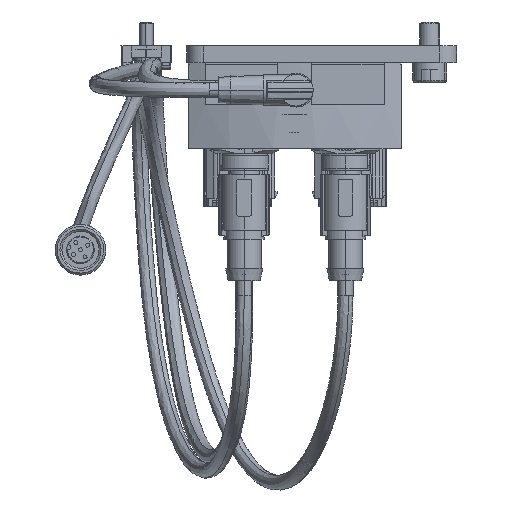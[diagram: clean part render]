
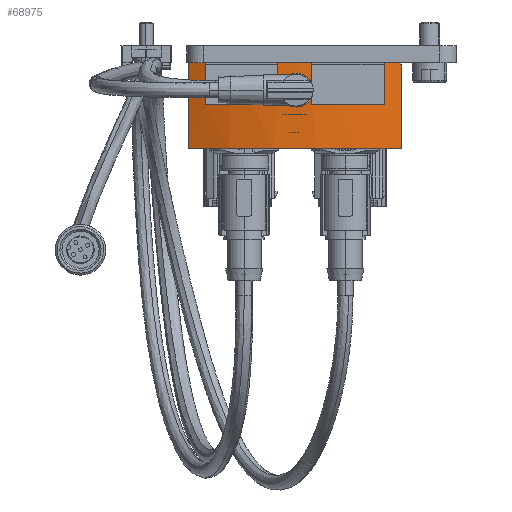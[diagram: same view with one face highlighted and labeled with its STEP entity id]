
A CAD part, front view. The second image highlights one B-rep face of the part: STEP entity #68975.
In plain terms, the highlighted cylindrical face has radius 76 mm (diameter 152 mm), a partial arc.
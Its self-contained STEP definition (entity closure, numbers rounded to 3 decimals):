
#1104 = CARTESIAN_POINT ( 'NONE',  ( -3., -841.735, -77.5 ) ) ;
#1210 = ORIENTED_EDGE ( 'NONE', *, *, #50310, .F. ) ;
#1319 = EDGE_LOOP ( 'NONE', ( #72739, #23646, #20001, #10387, #7712, #45756, #60681, #14822, #78162, #7156, #53961, #68868, #19326, #3420, #1210, #25467 ) ) ;
#1877 = VERTEX_POINT ( 'NONE', #8246 ) ;
#3420 = ORIENTED_EDGE ( 'NONE', *, *, #26988, .F. ) ;
#4112 = VECTOR ( 'NONE', #74541, 1000. ) ;
#5017 = LINE ( 'NONE', #53932, #17422 ) ;
#5149 = DIRECTION ( 'NONE',  ( -1., 0., 0. ) ) ;
#5280 = CARTESIAN_POINT ( 'NONE',  ( 28.5, -837.13, -65. ) ) ;
#6404 = CARTESIAN_POINT ( 'NONE',  ( 33.205, -835.198, -65.5 ) ) ;
#6992 = DIRECTION ( 'NONE',  ( -1., 0., 0. ) ) ;
#7156 = ORIENTED_EDGE ( 'NONE', *, *, #70888, .T. ) ;
#7485 = CIRCLE ( 'NONE', #17902, 76. ) ;
#7540 = LINE ( 'NONE', #75358, #55971 ) ;
#7712 = ORIENTED_EDGE ( 'NONE', *, *, #26498, .T. ) ;
#8126 = DIRECTION ( 'NONE',  ( -1., 0., 0. ) ) ;
#8246 = CARTESIAN_POINT ( 'NONE',  ( 33.205, -835.198, -65. ) ) ;
#8955 = CIRCLE ( 'NONE', #75990, 76. ) ;
#9184 = CARTESIAN_POINT ( 'NONE',  ( -24.5, -837.13, -77.5 ) ) ;
#9301 = CARTESIAN_POINT ( 'NONE',  ( 2., -765.9, -90.5 ) ) ;
#9567 = DIRECTION ( 'NONE',  ( -1., 0., 0. ) ) ;
#9974 = AXIS2_PLACEMENT_3D ( 'NONE', #73325, #44255, #49526 ) ;
#10387 = ORIENTED_EDGE ( 'NONE', *, *, #43070, .T. ) ;
#11195 = VERTEX_POINT ( 'NONE', #19736 ) ;
#11913 = LINE ( 'NONE', #29754, #47442 ) ;
#12008 = CARTESIAN_POINT ( 'NONE',  ( 2., -765.9, -65.5 ) ) ;
#12035 = VERTEX_POINT ( 'NONE', #54404 ) ;
#13143 = CARTESIAN_POINT ( 'NONE',  ( -29.5, -835.065, -65.5 ) ) ;
#13988 = CARTESIAN_POINT ( 'NONE',  ( 2., -765.9, -90.5 ) ) ;
#14047 = DIRECTION ( 'NONE',  ( 0., 0., 1. ) ) ;
#14161 = CIRCLE ( 'NONE', #46324, 76. ) ;
#14615 = LINE ( 'NONE', #63010, #39614 ) ;
#14822 = ORIENTED_EDGE ( 'NONE', *, *, #61847, .T. ) ;
#15482 = VECTOR ( 'NONE', #36828, 1000. ) ;
#16109 = CARTESIAN_POINT ( 'NONE',  ( 2., -765.9, -77.5 ) ) ;
#17041 = CARTESIAN_POINT ( 'NONE',  ( -29.205, -835.198, -65.5 ) ) ;
#17158 = CARTESIAN_POINT ( 'NONE',  ( 7., -841.735, -77.5 ) ) ;
#17247 = DIRECTION ( 'NONE',  ( -1., 0., 0. ) ) ;
#17422 = VECTOR ( 'NONE', #24027, 1000. ) ;
#17902 = AXIS2_PLACEMENT_3D ( 'NONE', #51665, #64104, #26629 ) ;
#18405 = DIRECTION ( 'NONE',  ( 0., 0., -1. ) ) ;
#19326 = ORIENTED_EDGE ( 'NONE', *, *, #31711, .F. ) ;
#19736 = CARTESIAN_POINT ( 'NONE',  ( 33.5, -835.065, -65.5 ) ) ;
#20001 = ORIENTED_EDGE ( 'NONE', *, *, #51281, .T. ) ;
#20850 = CIRCLE ( 'NONE', #73584, 76. ) ;
#20870 = FACE_OUTER_BOUND ( 'NONE', #1319, .T. ) ;
#21131 = AXIS2_PLACEMENT_3D ( 'NONE', #54389, #79003, #42250 ) ;
#22293 = VECTOR ( 'NONE', #24059, 1000. ) ;
#23358 = VERTEX_POINT ( 'NONE', #32118 ) ;
#23646 = ORIENTED_EDGE ( 'NONE', *, *, #51385, .T. ) ;
#23672 = CARTESIAN_POINT ( 'NONE',  ( 33.5, -835.065, -90.5 ) ) ;
#24027 = DIRECTION ( 'NONE',  ( 0., 0., 1. ) ) ;
#24059 = DIRECTION ( 'NONE',  ( 0., 0., -1. ) ) ;
#25467 = ORIENTED_EDGE ( 'NONE', *, *, #70411, .T. ) ;
#26424 = VERTEX_POINT ( 'NONE', #23672 ) ;
#26498 = EDGE_CURVE ( 'NONE', #37205, #72967, #11913, .T. ) ;
#26629 = DIRECTION ( 'NONE',  ( -1., 0., 0. ) ) ;
#26778 = CIRCLE ( 'NONE', #9974, 76. ) ;
#26988 = EDGE_CURVE ( 'NONE', #26424, #79789, #61648, .T. ) ;
#29350 = LINE ( 'NONE', #61175, #22293 ) ;
#29754 = CARTESIAN_POINT ( 'NONE',  ( 7., -841.735, -90.5 ) ) ;
#29781 = VERTEX_POINT ( 'NONE', #6404 ) ;
#30523 = LINE ( 'NONE', #60415, #46924 ) ;
#30725 = CARTESIAN_POINT ( 'NONE',  ( 7., -841.735, -65. ) ) ;
#31711 = EDGE_CURVE ( 'NONE', #79789, #48615, #7540, .T. ) ;
#32118 = CARTESIAN_POINT ( 'NONE',  ( -29.205, -835.198, -65. ) ) ;
#32813 = DIRECTION ( 'NONE',  ( 0., 0., -1. ) ) ;
#34153 = DIRECTION ( 'NONE',  ( 0., 0., -1. ) ) ;
#36828 = DIRECTION ( 'NONE',  ( 0., 0., -1. ) ) ;
#37205 = VERTEX_POINT ( 'NONE', #17158 ) ;
#37231 = CARTESIAN_POINT ( 'NONE',  ( 28.5, -837.13, -77.5 ) ) ;
#37841 = CARTESIAN_POINT ( 'NONE',  ( 33.205, -835.198, -90.5 ) ) ;
#38971 = DIRECTION ( 'NONE',  ( -1., 0., 0. ) ) ;
#39614 = VECTOR ( 'NONE', #69818, 1000. ) ;
#41558 = DIRECTION ( 'NONE',  ( 0., 0., -1. ) ) ;
#41826 = CARTESIAN_POINT ( 'NONE',  ( 2., -765.9, -65. ) ) ;
#42155 = CARTESIAN_POINT ( 'NONE',  ( -29.205, -835.198, -90.5 ) ) ;
#42227 = DIRECTION ( 'NONE',  ( 0., 0., 1. ) ) ;
#42250 = DIRECTION ( 'NONE',  ( -1., 0., 0. ) ) ;
#42344 = VERTEX_POINT ( 'NONE', #68296 ) ;
#43070 = EDGE_CURVE ( 'NONE', #72524, #37205, #14161, .T. ) ;
#43731 = VERTEX_POINT ( 'NONE', #17041 ) ;
#43857 = DIRECTION ( 'NONE',  ( 0., 0., 1. ) ) ;
#43904 = VERTEX_POINT ( 'NONE', #9184 ) ;
#44095 = EDGE_CURVE ( 'NONE', #72967, #12035, #8955, .T. ) ;
#44255 = DIRECTION ( 'NONE',  ( 0., 0., -1. ) ) ;
#45756 = ORIENTED_EDGE ( 'NONE', *, *, #44095, .T. ) ;
#46324 = AXIS2_PLACEMENT_3D ( 'NONE', #16109, #18405, #9567 ) ;
#46924 = VECTOR ( 'NONE', #55160, 1000. ) ;
#47442 = VECTOR ( 'NONE', #42227, 1000. ) ;
#47508 = AXIS2_PLACEMENT_3D ( 'NONE', #9301, #32813, #8126 ) ;
#48382 = EDGE_CURVE ( 'NONE', #23358, #43731, #72363, .T. ) ;
#48615 = VERTEX_POINT ( 'NONE', #13143 ) ;
#49526 = DIRECTION ( 'NONE',  ( -1., 0., 0. ) ) ;
#49555 = AXIS2_PLACEMENT_3D ( 'NONE', #13988, #43857, #38971 ) ;
#49948 = CARTESIAN_POINT ( 'NONE',  ( -29.5, -835.065, -90.5 ) ) ;
#50310 = EDGE_CURVE ( 'NONE', #11195, #26424, #29350, .T. ) ;
#51281 = EDGE_CURVE ( 'NONE', #51829, #72524, #30523, .T. ) ;
#51385 = EDGE_CURVE ( 'NONE', #1877, #51829, #73946, .T. ) ;
#51665 = CARTESIAN_POINT ( 'NONE',  ( 2., -765.9, -65.5 ) ) ;
#51829 = VERTEX_POINT ( 'NONE', #5280 ) ;
#53807 = AXIS2_PLACEMENT_3D ( 'NONE', #12008, #41558, #5149 ) ;
#53932 = CARTESIAN_POINT ( 'NONE',  ( -24.5, -837.13, -90.5 ) ) ;
#53961 = ORIENTED_EDGE ( 'NONE', *, *, #48382, .T. ) ;
#54389 = CARTESIAN_POINT ( 'NONE',  ( 2., -765.9, -65. ) ) ;
#54404 = CARTESIAN_POINT ( 'NONE',  ( -3., -841.735, -65. ) ) ;
#55160 = DIRECTION ( 'NONE',  ( 0., 0., -1. ) ) ;
#55971 = VECTOR ( 'NONE', #14047, 1000. ) ;
#60415 = CARTESIAN_POINT ( 'NONE',  ( 28.5, -837.13, -90.5 ) ) ;
#60681 = ORIENTED_EDGE ( 'NONE', *, *, #71486, .T. ) ;
#61175 = CARTESIAN_POINT ( 'NONE',  ( 33.5, -835.065, -65.5 ) ) ;
#61648 = CIRCLE ( 'NONE', #47508, 76. ) ;
#61847 = EDGE_CURVE ( 'NONE', #77332, #43904, #20850, .T. ) ;
#62766 = CIRCLE ( 'NONE', #53807, 76. ) ;
#63010 = CARTESIAN_POINT ( 'NONE',  ( -3., -841.735, -90.5 ) ) ;
#64104 = DIRECTION ( 'NONE',  ( 0., 0., -1. ) ) ;
#66343 = CARTESIAN_POINT ( 'NONE',  ( 2., -765.9, -77.5 ) ) ;
#68296 = CARTESIAN_POINT ( 'NONE',  ( -24.5, -837.13, -65. ) ) ;
#68868 = ORIENTED_EDGE ( 'NONE', *, *, #72056, .T. ) ;
#68975 = ADVANCED_FACE ( 'NONE', ( #20870 ), #69189, .T. ) ;
#69108 = DIRECTION ( 'NONE',  ( 0., 0., -1. ) ) ;
#69172 = EDGE_CURVE ( 'NONE', #43904, #42344, #5017, .T. ) ;
#69189 = CYLINDRICAL_SURFACE ( 'NONE', #49555, 76. ) ;
#69818 = DIRECTION ( 'NONE',  ( 0., 0., -1. ) ) ;
#70411 = EDGE_CURVE ( 'NONE', #11195, #29781, #62766, .T. ) ;
#70888 = EDGE_CURVE ( 'NONE', #42344, #23358, #26778, .T. ) ;
#71486 = EDGE_CURVE ( 'NONE', #12035, #77332, #14615, .T. ) ;
#72056 = EDGE_CURVE ( 'NONE', #43731, #48615, #7485, .T. ) ;
#72363 = LINE ( 'NONE', #42155, #15482 ) ;
#72524 = VERTEX_POINT ( 'NONE', #37231 ) ;
#72739 = ORIENTED_EDGE ( 'NONE', *, *, #79823, .T. ) ;
#72967 = VERTEX_POINT ( 'NONE', #30725 ) ;
#73325 = CARTESIAN_POINT ( 'NONE',  ( 2., -765.9, -65. ) ) ;
#73361 = LINE ( 'NONE', #37841, #4112 ) ;
#73584 = AXIS2_PLACEMENT_3D ( 'NONE', #66343, #69108, #6992 ) ;
#73946 = CIRCLE ( 'NONE', #21131, 76. ) ;
#74541 = DIRECTION ( 'NONE',  ( 0., 0., 1. ) ) ;
#75358 = CARTESIAN_POINT ( 'NONE',  ( -29.5, -835.065, -65.5 ) ) ;
#75990 = AXIS2_PLACEMENT_3D ( 'NONE', #41826, #34153, #17247 ) ;
#77332 = VERTEX_POINT ( 'NONE', #1104 ) ;
#78162 = ORIENTED_EDGE ( 'NONE', *, *, #69172, .T. ) ;
#79003 = DIRECTION ( 'NONE',  ( 0., 0., -1. ) ) ;
#79789 = VERTEX_POINT ( 'NONE', #49948 ) ;
#79823 = EDGE_CURVE ( 'NONE', #29781, #1877, #73361, .T. ) ;
